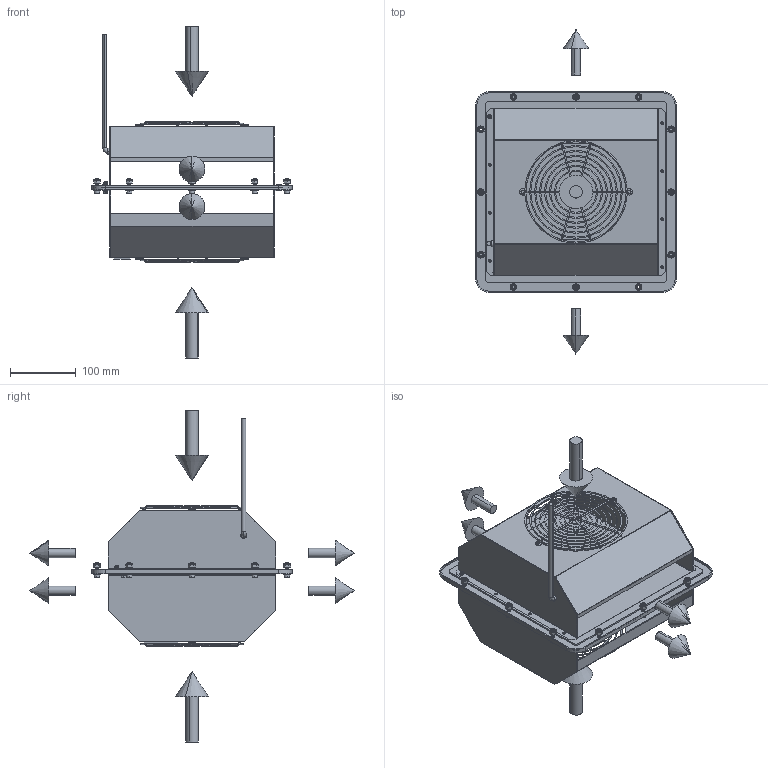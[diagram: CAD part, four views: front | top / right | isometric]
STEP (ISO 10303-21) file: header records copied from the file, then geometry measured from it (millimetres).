
FILE_DESCRIPTION (( 'STEP AP214' ), '1' );
FILE_NAME ('ACT-HSC-22 DC NEMA 3R,4,4X Version For Website.STEP', '2017-04-10T21:06:03', ( '' ), ( '' ), 'SwSTEP 2.0', 'SolidWorks 2016', '' );
FILE_SCHEMA (( 'AUTOMOTIVE_DESIGN' ));
Length unit declared in the file: inch
Products named in the file (1): ACT-HSC-22 DC NEMA 3R,4,4X Version For Website
Bounding box: 304.8 x 493.25 x 504.82 mm (x, y, z)
Surface area: 655717.4 mm2 (no closed solid volume)
Topology: 0 solids, 144 shells, 939 faces, 2781 edges, 1921 vertices
Faces by surface type: cylinder 472, plane 235, torus 162, cone 55, bspline 15
Entity records: 61212 total; most frequent: CARTESIAN_POINT 25819, DIRECTION 4824, ORIENTED_EDGE 4480, EDGE_CURVE 2769, AXIS2_PLACEMENT_3D 1944, VERTEX_POINT 1921, EDGE_LOOP 1060, CIRCLE 1019
